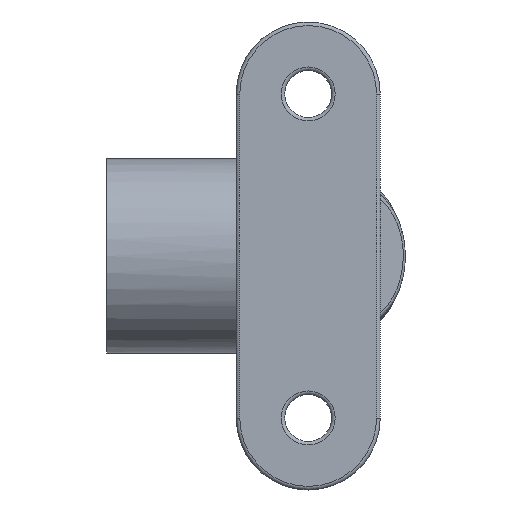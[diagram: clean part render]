
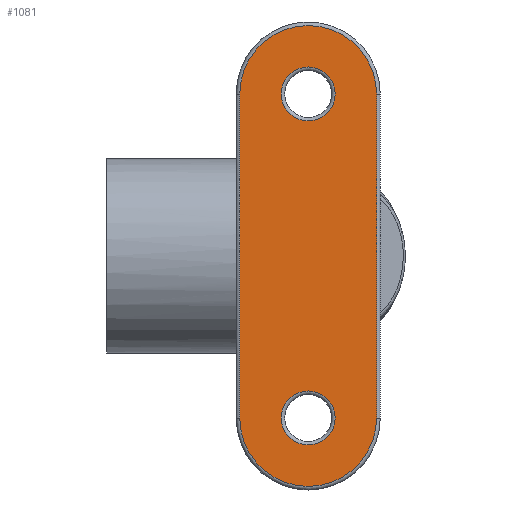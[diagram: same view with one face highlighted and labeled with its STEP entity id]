
A CAD part, front view. The second image highlights one B-rep face of the part: STEP entity #1081.
In plain terms, the highlighted planar face has unit normal (0, -1, 0).
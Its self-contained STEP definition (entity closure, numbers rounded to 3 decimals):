
#28=PLANE('',#1217);
#46=LINE('',#1698,#95);
#48=LINE('',#1710,#97);
#95=VECTOR('',#1305,1000.);
#97=VECTOR('',#1319,1000.);
#374=ORIENTED_EDGE('',*,*,#647,.T.);
#375=ORIENTED_EDGE('',*,*,#648,.T.);
#376=ORIENTED_EDGE('',*,*,#545,.T.);
#377=ORIENTED_EDGE('',*,*,#547,.T.);
#378=ORIENTED_EDGE('',*,*,#551,.T.);
#379=ORIENTED_EDGE('',*,*,#649,.T.);
#545=EDGE_CURVE('',#692,#695,#46,.T.);
#547=EDGE_CURVE('',#695,#697,#789,.T.);
#551=EDGE_CURVE('',#697,#699,#48,.T.);
#647=EDGE_CURVE('',#760,#760,#830,.T.);
#648=EDGE_CURVE('',#699,#692,#831,.T.);
#649=EDGE_CURVE('',#761,#761,#832,.T.);
#692=VERTEX_POINT('',#1692);
#695=VERTEX_POINT('',#1697);
#697=VERTEX_POINT('',#1702);
#699=VERTEX_POINT('',#1709);
#760=VERTEX_POINT('',#2113);
#761=VERTEX_POINT('',#2116);
#789=CIRCLE('',#1146,9.5);
#830=CIRCLE('',#1218,3.75);
#831=CIRCLE('',#1219,9.5);
#832=CIRCLE('',#1220,3.75);
#897=EDGE_LOOP('',(#374));
#898=EDGE_LOOP('',(#375,#376,#377,#378));
#899=EDGE_LOOP('',(#379));
#989=FACE_BOUND('',#897,.T.);
#990=FACE_BOUND('',#898,.T.);
#991=FACE_BOUND('',#899,.T.);
#1081=ADVANCED_FACE('',(#989,#990,#991),#28,.T.);
#1146=AXIS2_PLACEMENT_3D('',#1703,#1310,#1311);
#1217=AXIS2_PLACEMENT_3D('',#2111,#1493,#1494);
#1218=AXIS2_PLACEMENT_3D('',#2112,#1495,#1496);
#1219=AXIS2_PLACEMENT_3D('',#2114,#1497,#1498);
#1220=AXIS2_PLACEMENT_3D('',#2115,#1499,#1500);
#1305=DIRECTION('',(0.,0.,1.));
#1310=DIRECTION('',(0.,-1.,0.));
#1311=DIRECTION('',(0.,0.,-1.));
#1319=DIRECTION('',(0.,0.,-1.));
#1493=DIRECTION('',(0.,-1.,0.));
#1494=DIRECTION('',(0.,0.,-1.));
#1495=DIRECTION('',(0.,1.,0.));
#1496=DIRECTION('',(0.,0.,-1.));
#1497=DIRECTION('',(0.,-1.,0.));
#1498=DIRECTION('',(0.,0.,-1.));
#1499=DIRECTION('',(0.,1.,0.));
#1500=DIRECTION('',(0.,0.,-1.));
#1692=CARTESIAN_POINT('',(9.5,-35.,-22.5));
#1697=CARTESIAN_POINT('',(9.5,-35.,22.5));
#1698=CARTESIAN_POINT('',(9.5,-35.,22.5));
#1702=CARTESIAN_POINT('',(-9.5,-35.,22.5));
#1703=CARTESIAN_POINT('',(0.,-35.,22.5));
#1709=CARTESIAN_POINT('',(-9.5,-35.,-22.5));
#1710=CARTESIAN_POINT('',(-9.5,-35.,22.5));
#2111=CARTESIAN_POINT('',(0.,-35.,22.5));
#2112=CARTESIAN_POINT('',(0.,-35.,-22.5));
#2113=CARTESIAN_POINT('',(0.,-35.,-26.25));
#2114=CARTESIAN_POINT('',(0.,-35.,-22.5));
#2115=CARTESIAN_POINT('',(0.,-35.,22.5));
#2116=CARTESIAN_POINT('',(0.,-35.,18.75));
